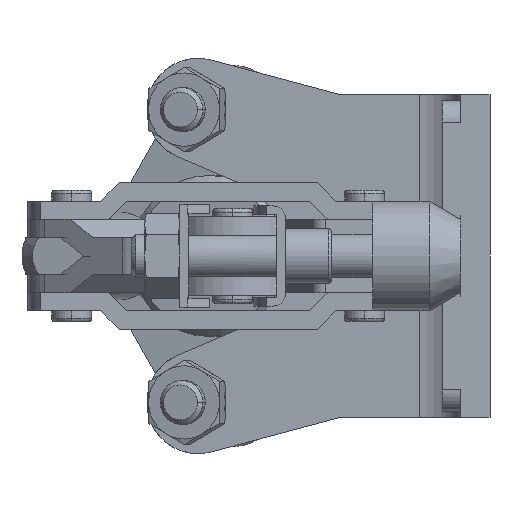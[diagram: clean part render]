
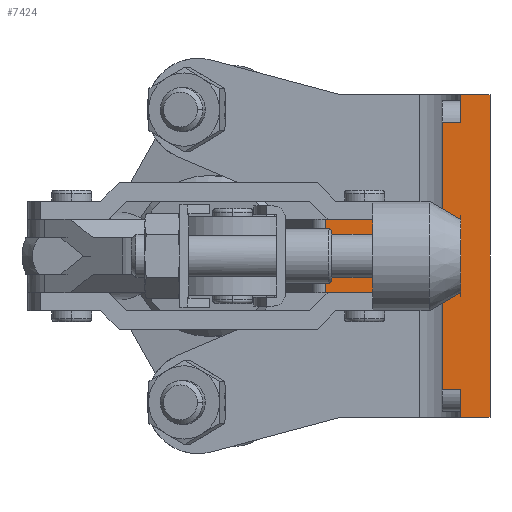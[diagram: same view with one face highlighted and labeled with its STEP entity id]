
A CAD part, left-side view. The second image highlights one B-rep face of the part: STEP entity #7424.
In plain terms, the highlighted planar face has unit normal (-1, 0, 0).
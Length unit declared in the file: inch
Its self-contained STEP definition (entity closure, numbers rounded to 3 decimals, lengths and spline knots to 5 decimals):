
#141=DIRECTION('',(0.,1.,0.));
#142=VECTOR('',#141,0.15748);
#143=CARTESIAN_POINT('',(0.,0.,-0.86614));
#144=LINE('',#143,#142);
#145=DIRECTION('',(0.,0.,1.));
#146=VECTOR('',#145,0.14663);
#147=CARTESIAN_POINT('',(0.,0.15748,-0.86614));
#148=LINE('',#147,#146);
#149=DIRECTION('',(0.,1.,0.));
#150=VECTOR('',#149,0.09843);
#151=CARTESIAN_POINT('',(0.,0.15748,-0.71951));
#152=LINE('',#151,#150);
#153=DIRECTION('',(0.,0.,1.));
#154=VECTOR('',#153,0.50297);
#155=CARTESIAN_POINT('',(0.,0.25591,-0.71951));
#156=LINE('',#155,#154);
#157=CARTESIAN_POINT('',(0.,0.27559,-0.21654));
#158=DIRECTION('',(1.,0.,0.));
#159=DIRECTION('',(0.,0.,1.));
#160=AXIS2_PLACEMENT_3D('',#157,#158,#159);
#162=DIRECTION('',(0.,-1.,0.));
#163=VECTOR('',#162,0.60925);
#164=CARTESIAN_POINT('',(0.,0.88484,-0.19685));
#165=LINE('',#164,#163);
#166=DIRECTION('',(0.,0.,1.));
#167=VECTOR('',#166,0.09843);
#168=CARTESIAN_POINT('',(0.,0.88484,-0.19685));
#169=LINE('',#168,#167);
#170=DIRECTION('',(0.,-1.,0.));
#171=VECTOR('',#170,0.60925);
#172=CARTESIAN_POINT('',(0.,0.88484,-0.09843));
#173=LINE('',#172,#171);
#174=CARTESIAN_POINT('',(0.,0.27559,-0.21654));
#175=DIRECTION('',(1.,0.,0.));
#176=DIRECTION('',(0.,0.,1.));
#177=AXIS2_PLACEMENT_3D('',#174,#175,#176);
#179=DIRECTION('',(0.,0.,1.));
#180=VECTOR('',#179,0.43307);
#181=CARTESIAN_POINT('',(0.,0.15748,-0.21654));
#182=LINE('',#181,#180);
#183=CARTESIAN_POINT('',(0.,0.27559,0.21654));
#184=DIRECTION('',(1.,0.,0.));
#185=DIRECTION('',(0.,-1.,0.));
#186=AXIS2_PLACEMENT_3D('',#183,#184,#185);
#188=DIRECTION('',(0.,-1.,0.));
#189=VECTOR('',#188,0.60925);
#190=CARTESIAN_POINT('',(0.,0.88484,0.09843));
#191=LINE('',#190,#189);
#192=DIRECTION('',(0.,0.,1.));
#193=VECTOR('',#192,0.09843);
#194=CARTESIAN_POINT('',(0.,0.88484,0.09843));
#195=LINE('',#194,#193);
#196=DIRECTION('',(0.,-1.,0.));
#197=VECTOR('',#196,0.60925);
#198=CARTESIAN_POINT('',(0.,0.88484,0.19685));
#199=LINE('',#198,#197);
#200=CARTESIAN_POINT('',(0.,0.27559,0.21654));
#201=DIRECTION('',(1.,0.,0.));
#202=DIRECTION('',(0.,-1.,0.));
#203=AXIS2_PLACEMENT_3D('',#200,#201,#202);
#205=DIRECTION('',(0.,0.,-1.));
#206=VECTOR('',#205,0.50298);
#207=CARTESIAN_POINT('',(0.,0.25591,0.71951));
#208=LINE('',#207,#206);
#209=DIRECTION('',(0.,1.,0.));
#210=VECTOR('',#209,0.09843);
#211=CARTESIAN_POINT('',(0.,0.15748,0.71951));
#212=LINE('',#211,#210);
#213=DIRECTION('',(0.,0.,1.));
#214=VECTOR('',#213,0.14663);
#215=CARTESIAN_POINT('',(0.,0.15748,0.71951));
#216=LINE('',#215,#214);
#217=DIRECTION('',(0.,1.,0.));
#218=VECTOR('',#217,0.15748);
#219=CARTESIAN_POINT('',(0.,0.,0.86614));
#220=LINE('',#219,#218);
#1262=DIRECTION('',(0.,0.,1.));
#1263=VECTOR('',#1262,1.73228);
#1264=CARTESIAN_POINT('',(0.,0.,-0.86614));
#1265=LINE('',#1264,#1263);
#6039=CARTESIAN_POINT('',(0.,0.88484,0.19685));
#6040=VERTEX_POINT('',#6039);
#6041=CARTESIAN_POINT('',(0.,0.88484,-0.19685));
#6042=VERTEX_POINT('',#6041);
#6043=CARTESIAN_POINT('',(0.,0.88484,-0.09843));
#6044=VERTEX_POINT('',#6043);
#6045=CARTESIAN_POINT('',(0.,0.88484,0.09843));
#6046=VERTEX_POINT('',#6045);
#6047=CARTESIAN_POINT('',(0.,0.25591,0.21654));
#6048=CARTESIAN_POINT('',(0.,0.27559,0.19685));
#6049=VERTEX_POINT('',#6047);
#6050=VERTEX_POINT('',#6048);
#6051=CARTESIAN_POINT('',(0.,0.27559,-0.19685));
#6052=VERTEX_POINT('',#6051);
#6053=CARTESIAN_POINT('',(0.,0.25591,-0.21654));
#6054=VERTEX_POINT('',#6053);
#6055=CARTESIAN_POINT('',(0.,0.27559,-0.09843));
#6056=VERTEX_POINT('',#6055);
#6057=CARTESIAN_POINT('',(0.,0.27559,0.09843));
#6058=VERTEX_POINT('',#6057);
#6079=CARTESIAN_POINT('',(0.,0.25591,0.71951));
#6081=VERTEX_POINT('',#6079);
#6084=CARTESIAN_POINT('',(0.,0.25591,-0.71951));
#6086=VERTEX_POINT('',#6084);
#6155=CARTESIAN_POINT('',(0.,0.15748,-0.21654));
#6156=VERTEX_POINT('',#6155);
#6157=CARTESIAN_POINT('',(0.,0.15748,0.21654));
#6158=VERTEX_POINT('',#6157);
#6159=CARTESIAN_POINT('',(0.,0.15748,-0.71951));
#6160=VERTEX_POINT('',#6159);
#6161=CARTESIAN_POINT('',(0.,0.15748,0.71951));
#6162=VERTEX_POINT('',#6161);
#6263=CARTESIAN_POINT('',(0.,0.,-0.86614));
#6264=CARTESIAN_POINT('',(0.,0.15748,-0.86614));
#6265=VERTEX_POINT('',#6263);
#6266=VERTEX_POINT('',#6264);
#6267=CARTESIAN_POINT('',(0.,0.,0.86614));
#6268=CARTESIAN_POINT('',(0.,0.15748,0.86614));
#6269=VERTEX_POINT('',#6267);
#6270=VERTEX_POINT('',#6268);
#7381=CARTESIAN_POINT('',(0.,0.88484,-0.83762));
#7382=DIRECTION('',(-1.,0.,0.));
#7383=DIRECTION('',(0.,-1.,0.));
#7384=AXIS2_PLACEMENT_3D('',#7381,#7382,#7383);
#7385=PLANE('',#7384);
#7386=ORIENTED_EDGE('',*,*,#7357,.T.);
#7387=ORIENTED_EDGE('',*,*,#7339,.T.);
#7389=ORIENTED_EDGE('',*,*,#7388,.T.);
#7391=ORIENTED_EDGE('',*,*,#7390,.T.);
#7393=ORIENTED_EDGE('',*,*,#7392,.F.);
#7395=ORIENTED_EDGE('',*,*,#7394,.F.);
#7397=ORIENTED_EDGE('',*,*,#7396,.T.);
#7399=ORIENTED_EDGE('',*,*,#7398,.T.);
#7401=ORIENTED_EDGE('',*,*,#7400,.T.);
#7402=ORIENTED_EDGE('',*,*,#7328,.T.);
#7404=ORIENTED_EDGE('',*,*,#7403,.T.);
#7406=ORIENTED_EDGE('',*,*,#7405,.F.);
#7408=ORIENTED_EDGE('',*,*,#7407,.T.);
#7410=ORIENTED_EDGE('',*,*,#7409,.T.);
#7412=ORIENTED_EDGE('',*,*,#7411,.F.);
#7414=ORIENTED_EDGE('',*,*,#7413,.F.);
#7416=ORIENTED_EDGE('',*,*,#7415,.F.);
#7417=ORIENTED_EDGE('',*,*,#7316,.T.);
#7419=ORIENTED_EDGE('',*,*,#7418,.F.);
#7421=ORIENTED_EDGE('',*,*,#7420,.F.);
#7422=EDGE_LOOP('',(#7386,#7387,#7389,#7391,#7393,#7395,#7397,#7399,#7401,#7402,
#7404,#7406,#7408,#7410,#7412,#7414,#7416,#7417,#7419,#7421));
#7423=FACE_OUTER_BOUND('',#7422,.F.);
#7424=ADVANCED_FACE('',(#7423),#7385,.T.);
#161=CIRCLE('',#160,0.01969);
#178=CIRCLE('',#177,0.11811);
#187=CIRCLE('',#186,0.11811);
#204=CIRCLE('',#203,0.01969);
#7316=EDGE_CURVE('',#6162,#6270,#216,.T.);
#7328=EDGE_CURVE('',#6156,#6158,#182,.T.);
#7339=EDGE_CURVE('',#6266,#6160,#148,.T.);
#7357=EDGE_CURVE('',#6265,#6266,#144,.T.);
#7388=EDGE_CURVE('',#6160,#6086,#152,.T.);
#7390=EDGE_CURVE('',#6086,#6054,#156,.T.);
#7392=EDGE_CURVE('',#6052,#6054,#161,.T.);
#7394=EDGE_CURVE('',#6042,#6052,#165,.T.);
#7396=EDGE_CURVE('',#6042,#6044,#169,.T.);
#7398=EDGE_CURVE('',#6044,#6056,#173,.T.);
#7400=EDGE_CURVE('',#6056,#6156,#178,.T.);
#7403=EDGE_CURVE('',#6158,#6058,#187,.T.);
#7405=EDGE_CURVE('',#6046,#6058,#191,.T.);
#7407=EDGE_CURVE('',#6046,#6040,#195,.T.);
#7409=EDGE_CURVE('',#6040,#6050,#199,.T.);
#7411=EDGE_CURVE('',#6049,#6050,#204,.T.);
#7413=EDGE_CURVE('',#6081,#6049,#208,.T.);
#7415=EDGE_CURVE('',#6162,#6081,#212,.T.);
#7418=EDGE_CURVE('',#6269,#6270,#220,.T.);
#7420=EDGE_CURVE('',#6265,#6269,#1265,.T.);
